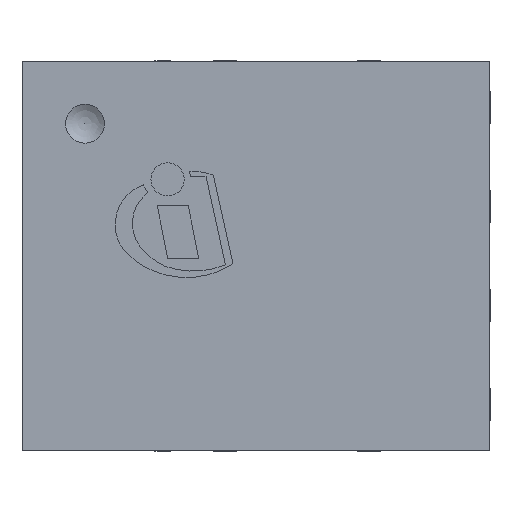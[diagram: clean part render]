
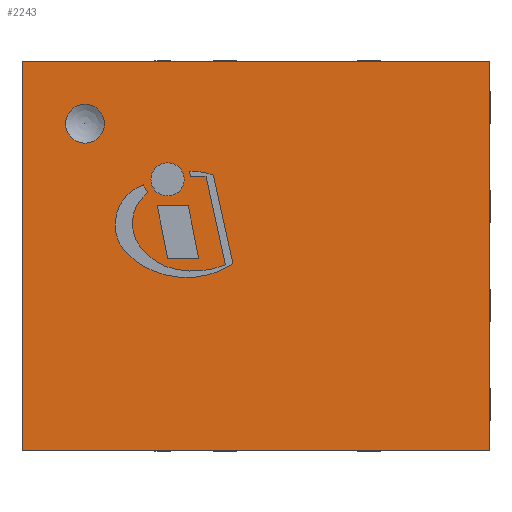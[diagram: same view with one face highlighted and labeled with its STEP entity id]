
A CAD part, top view. The second image highlights one B-rep face of the part: STEP entity #2243.
In plain terms, the highlighted planar face has unit normal (0, 0, 1).
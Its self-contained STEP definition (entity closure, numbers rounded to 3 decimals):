
#16=FACE_BOUND('',#274,.T.);
#17=FACE_BOUND('',#275,.T.);
#18=FACE_BOUND('',#276,.T.);
#19=FACE_BOUND('',#277,.T.);
#21=CIRCLE('',#2260,0.214);
#22=CIRCLE('',#2263,0.492);
#24=CIRCLE('',#2266,0.744);
#26=CIRCLE('',#2269,1.108);
#28=CIRCLE('',#2275,0.91);
#30=CIRCLE('',#2279,1.125);
#32=CIRCLE('',#2282,1.091);
#34=CIRCLE('',#2285,1.059);
#36=CIRCLE('',#2288,0.787);
#38=CIRCLE('',#2291,0.495);
#40=CIRCLE('',#2294,0.55);
#42=CIRCLE('',#2299,0.25);
#162=FACE_OUTER_BOUND('',#273,.T.);
#273=EDGE_LOOP('',(#1967,#1968,#1969,#1970));
#274=EDGE_LOOP('',(#1971,#1972,#1973,#1974));
#275=EDGE_LOOP('',(#1975));
#276=EDGE_LOOP('',(#1976,#1977,#1978,#1979,#1980,#1981,#1982,#1983,#1984,
#1985,#1986,#1987,#1988,#1989,#1990));
#277=EDGE_LOOP('',(#1991));
#279=LINE('',#2947,#568);
#283=LINE('',#2955,#572);
#286=LINE('',#2961,#575);
#289=LINE('',#2966,#578);
#295=LINE('',#2998,#584);
#298=LINE('',#3004,#587);
#301=LINE('',#3010,#590);
#305=LINE('',#3022,#594);
#314=LINE('',#3063,#603);
#344=LINE('',#3129,#633);
#409=LINE('',#3263,#698);
#564=LINE('',#3568,#853);
#565=LINE('',#3570,#854);
#568=VECTOR('',#2390,10.);
#572=VECTOR('',#2396,10.);
#575=VECTOR('',#2401,10.);
#578=VECTOR('',#2406,10.);
#584=VECTOR('',#2442,10.);
#587=VECTOR('',#2447,10.);
#590=VECTOR('',#2452,10.);
#594=VECTOR('',#2464,10.);
#603=VECTOR('',#2511,10.);
#633=VECTOR('',#2561,10.);
#698=VECTOR('',#2656,10.);
#853=VECTOR('',#2933,10.);
#854=VECTOR('',#2936,10.);
#857=VERTEX_POINT('',#2945);
#858=VERTEX_POINT('',#2946);
#861=VERTEX_POINT('',#2954);
#863=VERTEX_POINT('',#2960);
#866=VERTEX_POINT('',#2972);
#867=VERTEX_POINT('',#2976);
#868=VERTEX_POINT('',#2977);
#871=VERTEX_POINT('',#2985);
#873=VERTEX_POINT('',#2991);
#875=VERTEX_POINT('',#2997);
#877=VERTEX_POINT('',#3003);
#879=VERTEX_POINT('',#3009);
#881=VERTEX_POINT('',#3015);
#883=VERTEX_POINT('',#3021);
#885=VERTEX_POINT('',#3027);
#887=VERTEX_POINT('',#3033);
#889=VERTEX_POINT('',#3039);
#891=VERTEX_POINT('',#3045);
#893=VERTEX_POINT('',#3051);
#895=VERTEX_POINT('',#3057);
#897=VERTEX_POINT('',#3067);
#921=VERTEX_POINT('',#3126);
#922=VERTEX_POINT('',#3128);
#975=VERTEX_POINT('',#3260);
#976=VERTEX_POINT('',#3262);
#1066=EDGE_CURVE('',#857,#858,#279,.T.);
#1070=EDGE_CURVE('',#858,#861,#283,.T.);
#1073=EDGE_CURVE('',#861,#863,#286,.T.);
#1076=EDGE_CURVE('',#863,#857,#289,.T.);
#1079=EDGE_CURVE('',#866,#866,#21,.T.);
#1080=EDGE_CURVE('',#867,#868,#22,.T.);
#1084=EDGE_CURVE('',#868,#871,#24,.T.);
#1087=EDGE_CURVE('',#871,#873,#26,.T.);
#1090=EDGE_CURVE('',#873,#875,#295,.T.);
#1093=EDGE_CURVE('',#875,#877,#298,.T.);
#1096=EDGE_CURVE('',#877,#879,#301,.T.);
#1099=EDGE_CURVE('',#879,#881,#28,.T.);
#1102=EDGE_CURVE('',#881,#883,#305,.T.);
#1105=EDGE_CURVE('',#883,#885,#30,.T.);
#1108=EDGE_CURVE('',#885,#887,#32,.T.);
#1111=EDGE_CURVE('',#887,#889,#34,.T.);
#1114=EDGE_CURVE('',#889,#891,#36,.T.);
#1117=EDGE_CURVE('',#891,#893,#38,.T.);
#1120=EDGE_CURVE('',#893,#895,#40,.T.);
#1123=EDGE_CURVE('',#895,#867,#314,.T.);
#1125=EDGE_CURVE('',#897,#897,#42,.T.);
#1154=EDGE_CURVE('',#922,#921,#344,.T.);
#1219=EDGE_CURVE('',#976,#975,#409,.T.);
#1374=EDGE_CURVE('',#921,#976,#564,.T.);
#1375=EDGE_CURVE('',#975,#922,#565,.T.);
#1967=ORIENTED_EDGE('',*,*,#1154,.T.);
#1968=ORIENTED_EDGE('',*,*,#1374,.T.);
#1969=ORIENTED_EDGE('',*,*,#1219,.T.);
#1970=ORIENTED_EDGE('',*,*,#1375,.T.);
#1971=ORIENTED_EDGE('',*,*,#1066,.T.);
#1972=ORIENTED_EDGE('',*,*,#1070,.T.);
#1973=ORIENTED_EDGE('',*,*,#1073,.T.);
#1974=ORIENTED_EDGE('',*,*,#1076,.T.);
#1975=ORIENTED_EDGE('',*,*,#1079,.T.);
#1976=ORIENTED_EDGE('',*,*,#1080,.T.);
#1977=ORIENTED_EDGE('',*,*,#1084,.T.);
#1978=ORIENTED_EDGE('',*,*,#1087,.T.);
#1979=ORIENTED_EDGE('',*,*,#1090,.T.);
#1980=ORIENTED_EDGE('',*,*,#1093,.T.);
#1981=ORIENTED_EDGE('',*,*,#1096,.T.);
#1982=ORIENTED_EDGE('',*,*,#1099,.T.);
#1983=ORIENTED_EDGE('',*,*,#1102,.T.);
#1984=ORIENTED_EDGE('',*,*,#1105,.T.);
#1985=ORIENTED_EDGE('',*,*,#1108,.T.);
#1986=ORIENTED_EDGE('',*,*,#1111,.T.);
#1987=ORIENTED_EDGE('',*,*,#1114,.T.);
#1988=ORIENTED_EDGE('',*,*,#1117,.T.);
#1989=ORIENTED_EDGE('',*,*,#1120,.T.);
#1990=ORIENTED_EDGE('',*,*,#1123,.T.);
#1991=ORIENTED_EDGE('',*,*,#1125,.T.);
#2098=PLANE('',#2384);
#2243=ADVANCED_FACE('',(#162,#16,#17,#18,#19),#2098,.T.);
#2260=AXIS2_PLACEMENT_3D('',#2973,#2414,#2415);
#2263=AXIS2_PLACEMENT_3D('',#2978,#2420,#2421);
#2266=AXIS2_PLACEMENT_3D('',#2986,#2428,#2429);
#2269=AXIS2_PLACEMENT_3D('',#2992,#2435,#2436);
#2275=AXIS2_PLACEMENT_3D('',#3016,#2457,#2458);
#2279=AXIS2_PLACEMENT_3D('',#3028,#2469,#2470);
#2282=AXIS2_PLACEMENT_3D('',#3034,#2476,#2477);
#2285=AXIS2_PLACEMENT_3D('',#3040,#2483,#2484);
#2288=AXIS2_PLACEMENT_3D('',#3046,#2490,#2491);
#2291=AXIS2_PLACEMENT_3D('',#3052,#2497,#2498);
#2294=AXIS2_PLACEMENT_3D('',#3058,#2504,#2505);
#2299=AXIS2_PLACEMENT_3D('',#3068,#2517,#2518);
#2384=AXIS2_PLACEMENT_3D('',#3573,#2939,#2940);
#2390=DIRECTION('',(0.194,-0.981,0.));
#2396=DIRECTION('',(-1.,0.,0.));
#2401=DIRECTION('',(-0.194,0.981,0.));
#2406=DIRECTION('',(1.,0.,0.));
#2414=DIRECTION('center_axis',(0.,0.,-1.));
#2415=DIRECTION('ref_axis',(-1.,0.,0.));
#2420=DIRECTION('center_axis',(0.,0.,1.));
#2421=DIRECTION('ref_axis',(-0.599,0.801,0.));
#2428=DIRECTION('center_axis',(0.,0.,1.));
#2429=DIRECTION('ref_axis',(-0.768,-0.641,0.));
#2435=DIRECTION('center_axis',(0.,0.,1.));
#2436=DIRECTION('ref_axis',(-0.32,-0.947,0.));
#2442=DIRECTION('',(-0.213,0.977,0.));
#2447=DIRECTION('',(-1.,-0.024,0.));
#2452=DIRECTION('',(-0.066,0.998,0.));
#2457=DIRECTION('center_axis',(0.,0.,-1.));
#2458=DIRECTION('ref_axis',(-0.325,-0.946,0.));
#2464=DIRECTION('',(0.216,-0.976,0.));
#2469=DIRECTION('center_axis',(0.,0.,-1.));
#2470=DIRECTION('ref_axis',(-0.249,0.969,0.));
#2476=DIRECTION('center_axis',(0.,0.,-1.));
#2477=DIRECTION('ref_axis',(0.225,0.974,0.));
#2483=DIRECTION('center_axis',(0.,0.,-1.));
#2484=DIRECTION('ref_axis',(0.526,0.85,0.));
#2490=DIRECTION('center_axis',(0.,0.,-1.));
#2491=DIRECTION('ref_axis',(0.77,0.638,0.));
#2497=DIRECTION('center_axis',(0.,0.,-1.));
#2498=DIRECTION('ref_axis',(1.,0.013,0.));
#2504=DIRECTION('center_axis',(0.,0.,-1.));
#2505=DIRECTION('ref_axis',(0.346,-0.938,0.));
#2511=DIRECTION('',(0.497,-0.868,0.));
#2517=DIRECTION('center_axis',(0.,0.,-1.));
#2518=DIRECTION('ref_axis',(0.,1.,0.));
#2561=DIRECTION('',(1.,0.,0.));
#2656=DIRECTION('',(-1.,0.,0.));
#2933=DIRECTION('',(0.,1.,0.));
#2936=DIRECTION('',(0.,-1.,0.));
#2939=DIRECTION('center_axis',(0.,0.,1.));
#2940=DIRECTION('ref_axis',(1.,0.,0.));
#2945=CARTESIAN_POINT('',(2.129,3.143,0.));
#2946=CARTESIAN_POINT('',(2.263,2.468,0.));
#2947=CARTESIAN_POINT('',(2.274,2.413,0.));
#2954=CARTESIAN_POINT('',(1.863,2.468,0.));
#2955=CARTESIAN_POINT('',(2.431,2.468,0.));
#2960=CARTESIAN_POINT('',(1.729,3.143,0.));
#2961=CARTESIAN_POINT('',(1.814,2.713,0.));
#2966=CARTESIAN_POINT('',(2.564,3.143,0.));
#2972=CARTESIAN_POINT('',(2.076,3.484,0.));
#2973=CARTESIAN_POINT('Origin',(1.862,3.484,0.));
#2976=CARTESIAN_POINT('',(1.608,3.312,0.));
#2977=CARTESIAN_POINT('',(1.549,2.575,0.));
#2978=CARTESIAN_POINT('Origin',(1.903,2.918,0.));
#2985=CARTESIAN_POINT('',(1.84,2.363,0.));
#2986=CARTESIAN_POINT('Origin',(2.121,3.052,0.));
#2991=CARTESIAN_POINT('',(2.606,2.384,0.));
#2992=CARTESIAN_POINT('Origin',(2.195,3.412,0.));
#2997=CARTESIAN_POINT('',(2.357,3.523,0.));
#2998=CARTESIAN_POINT('',(2.479,2.968,0.));
#3003=CARTESIAN_POINT('',(2.153,3.518,0.));
#3004=CARTESIAN_POINT('',(2.564,3.529,0.));
#3009=CARTESIAN_POINT('',(2.149,3.589,0.));
#3010=CARTESIAN_POINT('',(2.186,3.019,0.));
#3015=CARTESIAN_POINT('',(2.451,3.539,0.));
#3016=CARTESIAN_POINT('Origin',(2.156,2.679,0.));
#3021=CARTESIAN_POINT('',(2.704,2.397,0.));
#3022=CARTESIAN_POINT('',(2.7,2.415,0.));
#3027=CARTESIAN_POINT('',(2.377,2.255,0.));
#3028=CARTESIAN_POINT('Origin',(2.097,3.344,0.));
#3033=CARTESIAN_POINT('',(1.862,2.249,0.));
#3034=CARTESIAN_POINT('Origin',(2.108,3.313,0.));
#3039=CARTESIAN_POINT('',(1.53,2.384,0.));
#3040=CARTESIAN_POINT('Origin',(2.087,3.284,0.));
#3045=CARTESIAN_POINT('',(1.306,2.57,0.));
#3046=CARTESIAN_POINT('Origin',(1.912,3.071,0.));
#3051=CARTESIAN_POINT('',(1.19,2.882,0.));
#3052=CARTESIAN_POINT('Origin',(1.685,2.889,0.));
#3057=CARTESIAN_POINT('',(1.549,3.414,0.));
#3058=CARTESIAN_POINT('Origin',(1.74,2.898,0.));
#3063=CARTESIAN_POINT('',(1.955,2.706,0.));
#3067=CARTESIAN_POINT('',(0.8,3.95,0.));
#3068=CARTESIAN_POINT('Origin',(0.8,4.2,0.));
#3126=CARTESIAN_POINT('',(6.,0.,0.));
#3128=CARTESIAN_POINT('',(0.,0.,0.));
#3129=CARTESIAN_POINT('',(0.,0.,0.));
#3260=CARTESIAN_POINT('',(0.,5.,0.));
#3262=CARTESIAN_POINT('',(6.,5.,0.));
#3263=CARTESIAN_POINT('',(6.,5.,0.));
#3568=CARTESIAN_POINT('',(6.,0.,0.));
#3570=CARTESIAN_POINT('',(0.,5.,0.));
#3573=CARTESIAN_POINT('Origin',(3.,2.5,0.));
